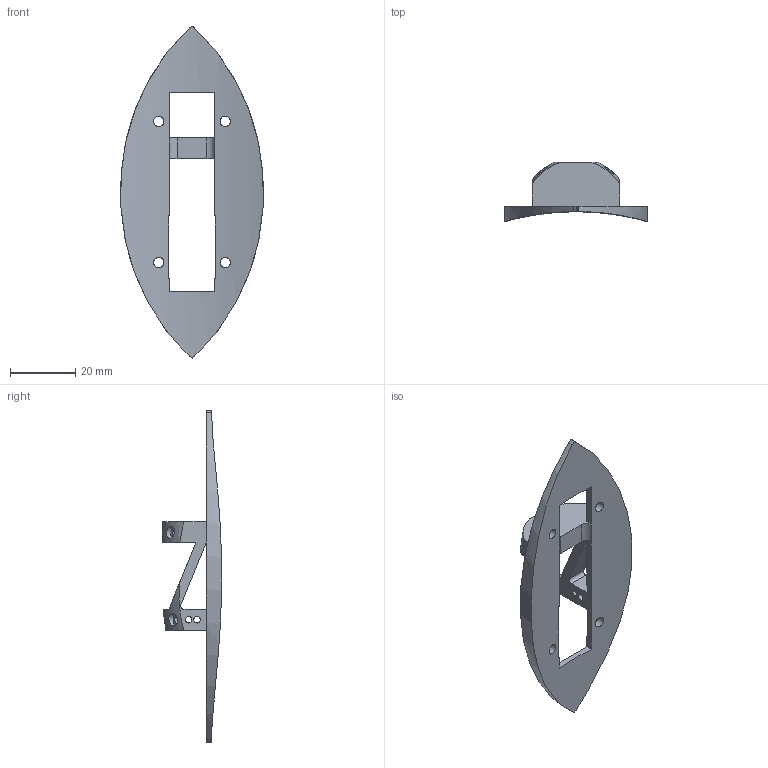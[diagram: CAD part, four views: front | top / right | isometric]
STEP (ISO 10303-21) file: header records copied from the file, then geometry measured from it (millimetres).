
FILE_DESCRIPTION(('HOOPS Exchange Step'),'2;1');
FILE_NAME('temp_export','2025-04-27T17:01:18-04:00',('mdn'),('Shapr3D Limited'),'HOOPS Exchange 2024.8','Shapr3D','Authorized');
FILE_SCHEMA( ('AP242_MANAGED_MODEL_BASED_3D_ENGINEERING_MIM_LF {1 0 10303 442 1 1 4}') );
Length unit declared in the file: millimetre
Products named in the file (2): bstr_aeroshell_aurora_1.5_skeleton_03.04.2025.SLDPRT; root
Assembly tree (1 placements, depth 2):
  root
    bstr_aeroshell_aurora_1.5_skeleton_03.04.2025.SLDPRT
Bounding box: 43.6 x 18.13 x 101.6 mm (x, y, z)
Volume: 9205.8 mm3; surface area: 8087.1 mm2
Topology: 9 solids, 9 shells, 94 faces, 275 edges, 197 vertices
Faces by surface type: plane 52, cylinder 23, extrusion 15, torus 4
Full cylindrical faces by diameter (mm): 2 x4, 2.032 x4, 3.175 x4, 3.81 x4
Entity records: 4808 total; most frequent: CARTESIAN_POINT 2231, ORIENTED_EDGE 550, DIRECTION 459, EDGE_CURVE 275, VERTEX_POINT 197, VECTOR 163, AXIS2_PLACEMENT_3D 148, LINE 148
